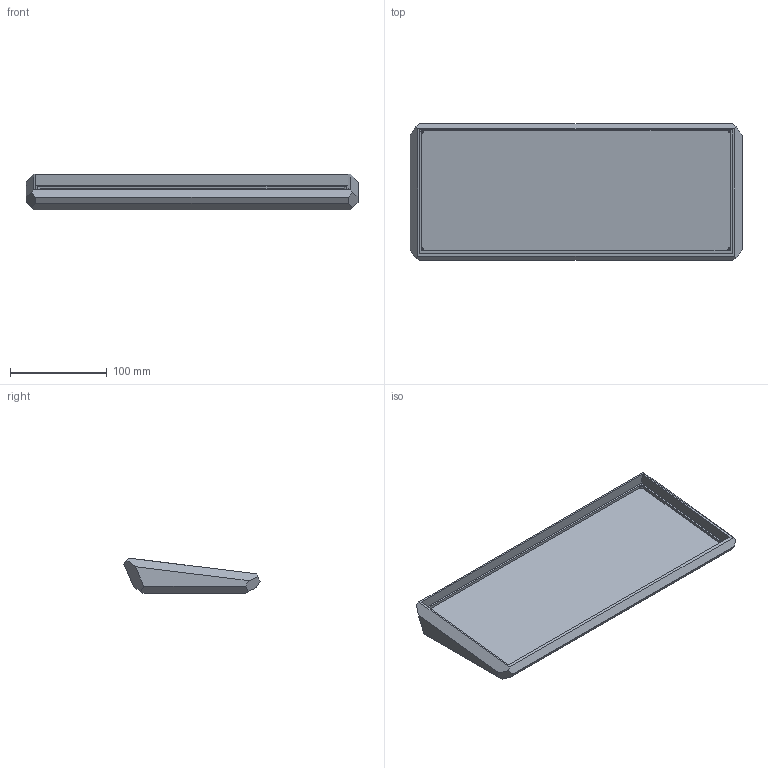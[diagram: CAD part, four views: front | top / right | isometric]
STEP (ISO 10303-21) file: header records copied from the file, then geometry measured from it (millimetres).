
FILE_DESCRIPTION(/* description */ (''),/* implementation_level */ '2;1');
FILE_NAME(/* name */ 'personal 65 keyboard case rev 2 v2.step',/* time_stamp */ '2023-03-04T13:12:09-08:00',/* author */ (''),/* organization */ (''),/* preprocessor_version */ 'ST-DEVELOPER v19.2',/* originating_system */ 'Autodesk Translation Framework v11.17.0.187',/* authorisation */ '');
FILE_SCHEMA (('AUTOMOTIVE_DESIGN { 1 0 10303 214 3 1 1 }'));
Length unit declared in the file: millimetre
Products named in the file (1): personal 65 keyboard case rev 2
Bounding box: 343.91 x 140.94 x 37.09 mm (x, y, z)
Volume: 647583 mm3; surface area: 125847.8 mm2
Topology: 1 solids, 1 shells, 52 faces, 132 edges, 88 vertices
Faces by surface type: plane 41, cylinder 11
Entity records: 1580 total; most frequent: CARTESIAN_POINT 273, ORIENTED_EDGE 264, DIRECTION 260, EDGE_CURVE 132, LINE 110, VECTOR 110, VERTEX_POINT 88, AXIS2_PLACEMENT_3D 75
